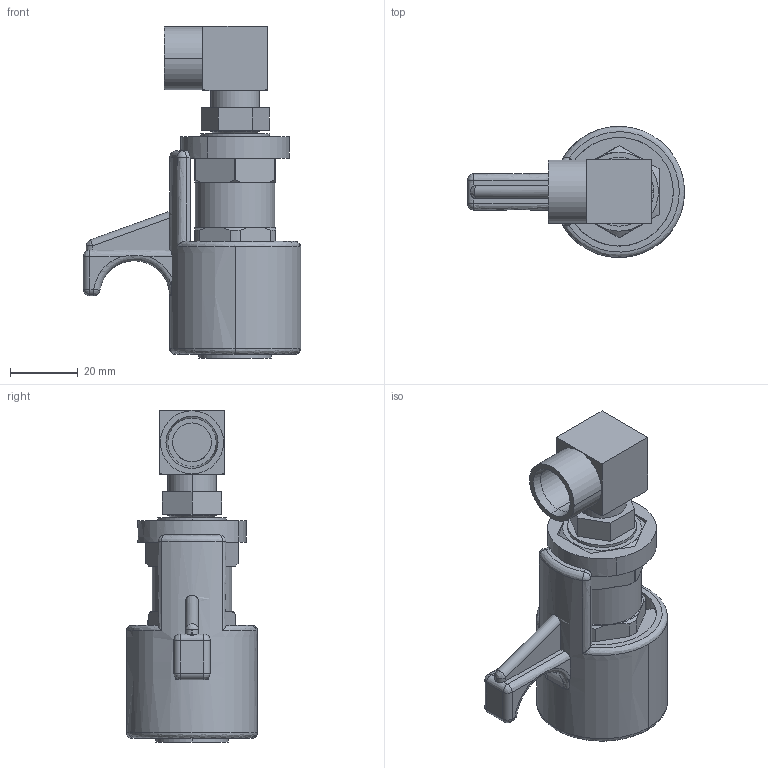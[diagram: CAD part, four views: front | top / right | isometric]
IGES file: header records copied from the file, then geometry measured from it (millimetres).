
Start section:  PTC IGES file: ilc56000901.igs
Global section: file name: ilc56000901.igs; native system: Pro/ENGINEER by Parametric Technology Corporation; preprocessor: 2007460; author: mes; organization: Unknown; date: 20100630.101657; units: inch
Bounding box: 64.06 x 38.66 x 97.89 mm (x, y, z)
Surface area: 22820.7 mm2 (no closed solid volume)
Topology: 0 solids, 0 shells, 198 faces, 998 edges, 998 vertices
Faces by surface type: revolution 106, bspline 92
